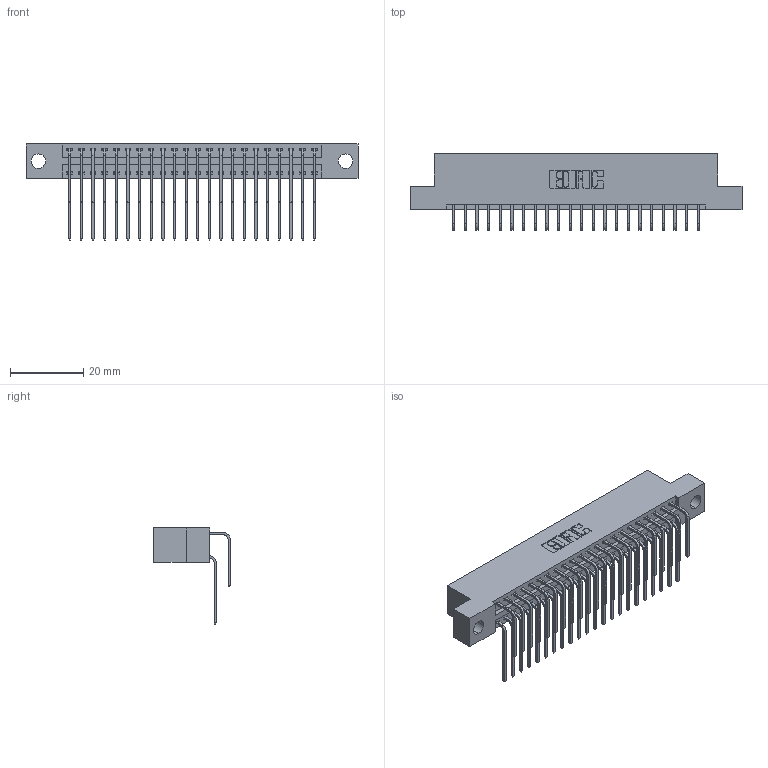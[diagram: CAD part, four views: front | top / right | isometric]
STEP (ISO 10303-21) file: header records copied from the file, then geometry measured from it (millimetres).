
FILE_DESCRIPTION (( 'STEP AP203' ), '1' );
FILE_NAME ('346-044-559-204.STEP', '2018-08-25T02:54:18', ( '' ), ( '' ), 'SwSTEP 2.0', 'SolidWorks 2016', '' );
FILE_SCHEMA (( 'CONFIG_CONTROL_DESIGN' ));
Length unit declared in the file: inch
Products named in the file (4): 346 Part_Flush Mounting Lugs - 0.156 Dia-TH; 345-292-001_558 559 Tail - 1; 345-292-001_559 Tail - 2; 346-044-559-204
Assembly tree (45 placements, depth 2):
  346-044-559-204
    346 Part_Flush Mounting Lugs - 0.156 Dia-TH
    345-292-001_558 559 Tail - 1  x22
    345-292-001_559 Tail - 2  x22
Bounding box: 90.42 x 20.89 x 26.16 mm (x, y, z)
Volume: 8828.1 mm3; surface area: 12851.5 mm2
Topology: 45 solids, 45 shells, 2498 faces, 7413 edges, 4882 vertices
Faces by surface type: plane 1704, cylinder 794
Entity records: 18837 total; most frequent: CARTESIAN_POINT 3183, ORIENTED_EDGE 3066, DIRECTION 2829, EDGE_CURVE 1533, VECTOR 1273, LINE 1273, VERTEX_POINT 1018, AXIS2_PLACEMENT_3D 778
